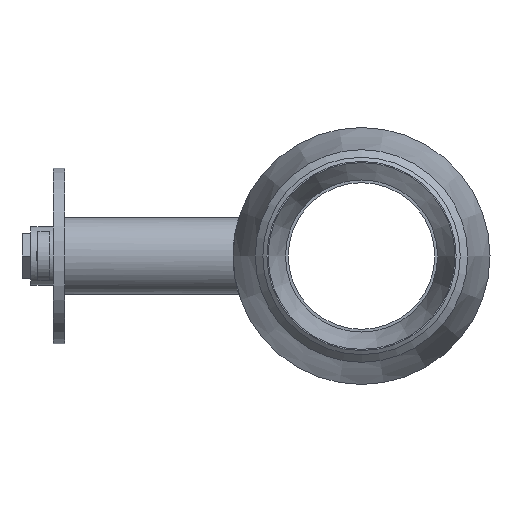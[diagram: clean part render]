
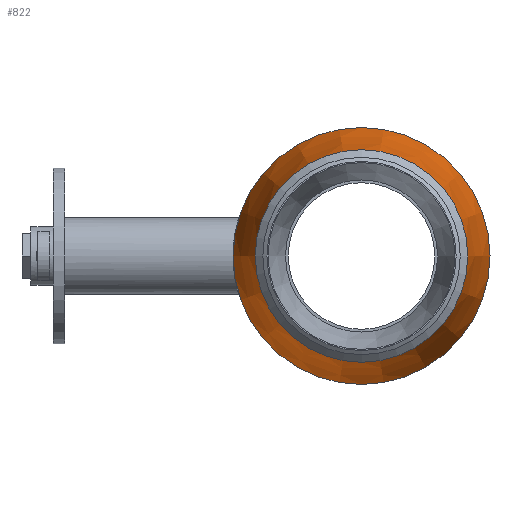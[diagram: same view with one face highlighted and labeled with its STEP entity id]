
A CAD part, left-side view. The second image highlights one B-rep face of the part: STEP entity #822.
In plain terms, the highlighted conical face has half-angle 13 degrees and reference radius 100.084 mm.
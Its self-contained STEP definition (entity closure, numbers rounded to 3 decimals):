
#344=CARTESIAN_POINT('',(122.0,109.55,0.0));
#345=VERTEX_POINT('',#344);
#346=CARTESIAN_POINT('',(122.0,0.0,0.0));
#347=DIRECTION('',(1.0,0.0,0.0));
#348=DIRECTION('',(0.0,1.0,0.0));
#349=AXIS2_PLACEMENT_3D('',#346,#347,#348);
#350=CIRCLE('',#349,109.55);
#351=EDGE_CURVE('',#345,#345,#350,.T.);
#796=CARTESIAN_POINT('',(40.0,90.619,0.0));
#797=VERTEX_POINT('',#796);
#798=CARTESIAN_POINT('',(40.0,0.0,0.0));
#799=DIRECTION('',(1.0,0.0,0.0));
#800=DIRECTION('',(0.0,1.0,0.0));
#801=AXIS2_PLACEMENT_3D('',#798,#799,#800);
#802=CIRCLE('',#801,90.619);
#803=EDGE_CURVE('',#797,#797,#802,.T.);
#811=CARTESIAN_POINT('',(81.0,0.0,0.0));
#812=DIRECTION('',(1.0,0.0,0.0));
#813=DIRECTION('',(0.0,1.0,0.0));
#814=AXIS2_PLACEMENT_3D('',#811,#812,#813);
#815=CONICAL_SURFACE('',#814,100.084,13.);
#816=ORIENTED_EDGE('',*,*,#351,.F.);
#817=EDGE_LOOP('',(#816));
#818=FACE_OUTER_BOUND('',#817,.T.);
#819=ORIENTED_EDGE('',*,*,#803,.T.);
#820=EDGE_LOOP('',(#819));
#821=FACE_BOUND('',#820,.T.);
#822=ADVANCED_FACE('',(#818,#821),#815,.T.);
